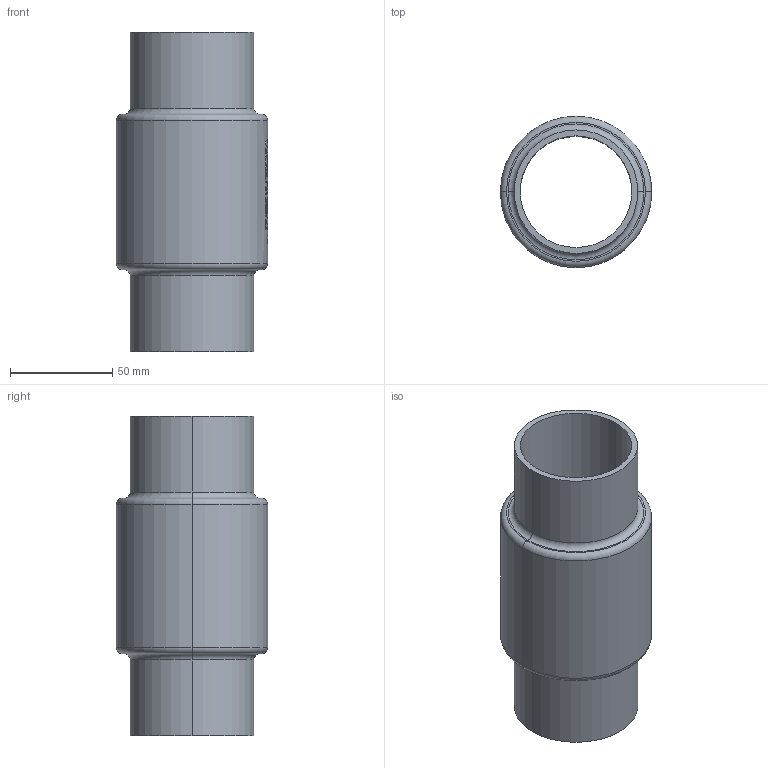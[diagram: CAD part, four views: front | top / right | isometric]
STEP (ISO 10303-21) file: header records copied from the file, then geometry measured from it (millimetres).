
FILE_DESCRIPTION (( 'STEP AP214' ), '1' );
FILE_NAME ('7110000_DN050_ PN16_51420154.STEP', '2022-03-03T11:18:32', ( 'axxx' ), ( 'Hewlett-Packard Company' ), 'SwSTEP 2.0', 'SolidWorks 2019', '' );
FILE_SCHEMA (( 'AUTOMOTIVE_DESIGN' ));
Length unit declared in the file: millimetre
Products named in the file (1): 7110000_DN050_ PN16_51420154
Bounding box: 73.8 x 73.8 x 156 mm (x, y, z)
Volume: 188910.2 mm3; surface area: 65363.5 mm2
Topology: 1 solids, 1 shells, 504 faces, 1354 edges, 900 vertices
Faces by surface type: plane 254, bspline 204, cylinder 38, torus 8
Entity records: 27405 total; most frequent: CARTESIAN_POINT 16243, ORIENTED_EDGE 2708, DIRECTION 1581, EDGE_CURVE 1354, VERTEX_POINT 900, LINE 749, VECTOR 749, EDGE_LOOP 554
